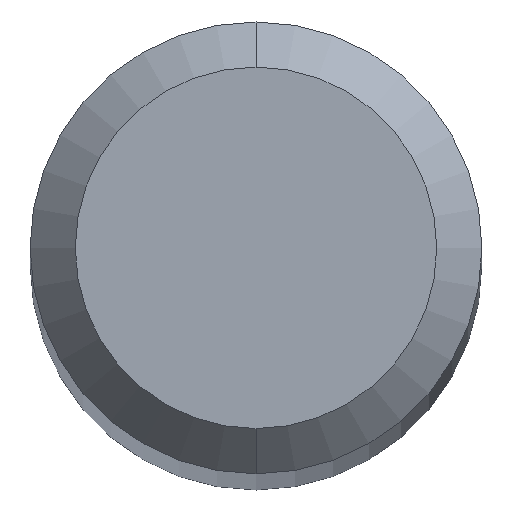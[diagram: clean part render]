
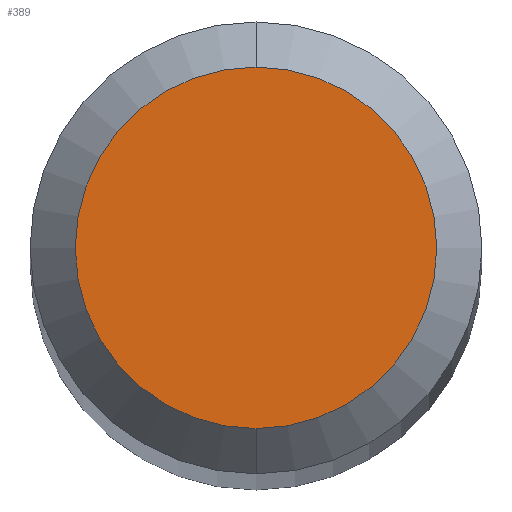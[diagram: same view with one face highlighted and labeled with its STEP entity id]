
A CAD part, top view. The second image highlights one B-rep face of the part: STEP entity #389.
In plain terms, the highlighted planar face has unit normal (0, 0, 1).
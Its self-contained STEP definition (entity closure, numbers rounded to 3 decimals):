
#207=EDGE_CURVE('',#445,#233,#528,.T.);
#233=VERTEX_POINT('',#554);
#285=EDGE_CURVE('',#233,#445,#615,.T.);
#389=ADVANCED_FACE('',(#729),#730,.T.);
#445=VERTEX_POINT('',#791);
#528=CIRCLE('',#880,1.2);
#554=CARTESIAN_POINT('',(0.0,1.2,0.0));
#615=CIRCLE('',#1013,1.2);
#729=FACE_OUTER_BOUND('',#1310,.T.);
#730=PLANE('',#1311);
#791=CARTESIAN_POINT('',(0.,-1.2,0.0));
#880=AXIS2_PLACEMENT_3D('',#1521,#1522,#1523);
#1013=AXIS2_PLACEMENT_3D('',#1626,#1627,#1628);
#1310=EDGE_LOOP('',(#1744,#1745));
#1311=AXIS2_PLACEMENT_3D('',#1746,#1747,#1748);
#1521=CARTESIAN_POINT('',(0.0,0.0,0.0));
#1522=DIRECTION('',(0.0,0.0,-1.0));
#1523=DIRECTION('',(0.0,1.0,0.0));
#1626=CARTESIAN_POINT('',(0.0,0.0,0.0));
#1627=DIRECTION('',(0.0,0.0,-1.0));
#1628=DIRECTION('',(0.0,1.0,0.0));
#1744=ORIENTED_EDGE('',*,*,#285,.F.);
#1745=ORIENTED_EDGE('',*,*,#207,.F.);
#1746=CARTESIAN_POINT('',(0.0,0.6,0.0));
#1747=DIRECTION('',(-0.0,0.0,1.0));
#1748=DIRECTION('',(0.0,-1.0,0.0));
